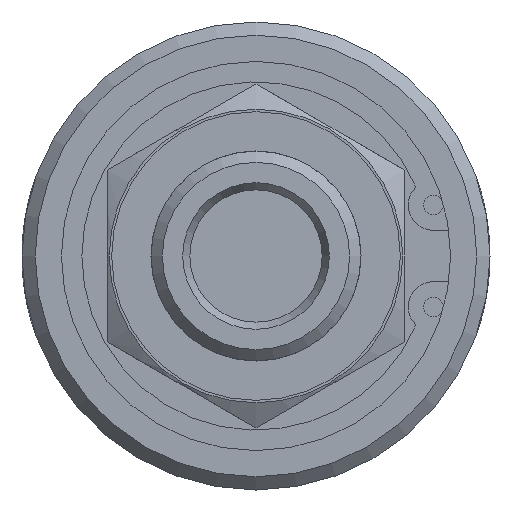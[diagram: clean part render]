
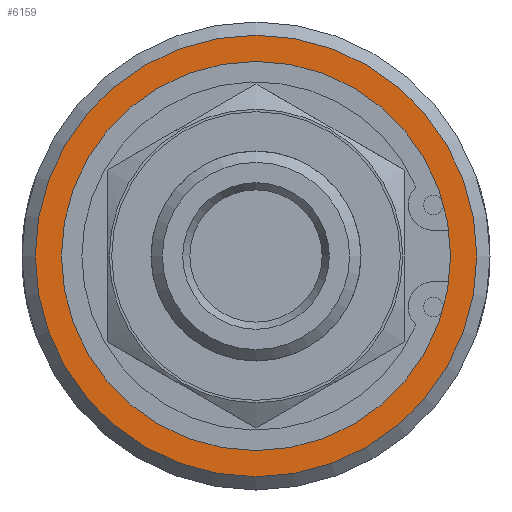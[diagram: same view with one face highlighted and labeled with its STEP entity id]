
A CAD part, left-side view. The second image highlights one B-rep face of the part: STEP entity #6159.
In plain terms, the highlighted planar face has unit normal (-1, 0, 0).
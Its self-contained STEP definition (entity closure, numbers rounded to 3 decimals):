
#113=FACE_BOUND('',#1484,.T.);
#1094=FACE_OUTER_BOUND('',#1483,.T.);
#1483=EDGE_LOOP('',(#5662));
#1484=EDGE_LOOP('',(#5663,#5664));
#1692=CIRCLE('',#6573,26.7);
#1693=CIRCLE('',#6576,23.53);
#1694=CIRCLE('',#6577,23.53);
#2984=VERTEX_POINT('',#54725);
#2985=VERTEX_POINT('',#54730);
#2986=VERTEX_POINT('',#54731);
#3886=EDGE_CURVE('',#2984,#2984,#1692,.T.);
#3887=EDGE_CURVE('',#2985,#2986,#1693,.T.);
#3888=EDGE_CURVE('',#2986,#2985,#1694,.T.);
#5662=ORIENTED_EDGE('',*,*,#3886,.F.);
#5663=ORIENTED_EDGE('',*,*,#3887,.T.);
#5664=ORIENTED_EDGE('',*,*,#3888,.T.);
#5822=PLANE('',#6575);
#6159=ADVANCED_FACE('',(#1094,#113),#5822,.T.);
#6573=AXIS2_PLACEMENT_3D('',#54727,#7686,#7687);
#6575=AXIS2_PLACEMENT_3D('',#54729,#7690,#7691);
#6576=AXIS2_PLACEMENT_3D('',#54732,#7692,#7693);
#6577=AXIS2_PLACEMENT_3D('',#54733,#7694,#7695);
#7686=DIRECTION('center_axis',(1.,0.,0.));
#7687=DIRECTION('ref_axis',(0.,-1.,0.));
#7690=DIRECTION('center_axis',(-1.,0.,0.));
#7691=DIRECTION('ref_axis',(0.,0.,1.));
#7692=DIRECTION('center_axis',(1.,0.,0.));
#7693=DIRECTION('ref_axis',(0.,1.,0.));
#7694=DIRECTION('center_axis',(1.,0.,0.));
#7695=DIRECTION('ref_axis',(0.,1.,0.));
#54725=CARTESIAN_POINT('',(0.,26.7,0.));
#54727=CARTESIAN_POINT('Origin',(0.,0.,0.));
#54729=CARTESIAN_POINT('Origin',(0.,14.15,0.));
#54730=CARTESIAN_POINT('',(0.,23.53,0.));
#54731=CARTESIAN_POINT('',(0.,-23.53,0.));
#54732=CARTESIAN_POINT('Origin',(0.,0.,0.));
#54733=CARTESIAN_POINT('Origin',(0.,0.,0.));
